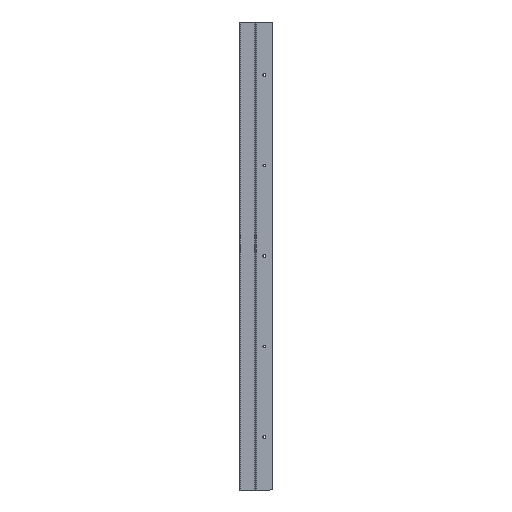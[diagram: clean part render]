
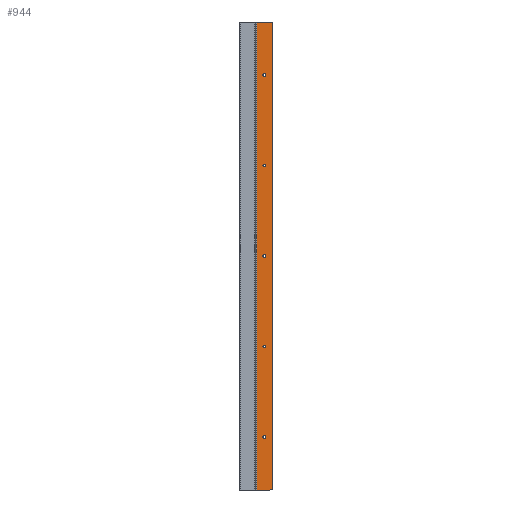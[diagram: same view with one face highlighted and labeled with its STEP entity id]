
A CAD part, front view. The second image highlights one B-rep face of the part: STEP entity #944.
In plain terms, the highlighted planar face has unit normal (0, -1, 0).
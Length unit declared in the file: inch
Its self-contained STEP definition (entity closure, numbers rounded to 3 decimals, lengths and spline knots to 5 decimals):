
#1 = VERTEX_POINT ( 'NONE', #279 ) ;
#3 = CARTESIAN_POINT ( 'NONE',  ( 0.75, -0.548, 0. ) ) ;
#13 = EDGE_LOOP ( 'NONE', ( #65 ) ) ;
#39 = CARTESIAN_POINT ( 'NONE',  ( 0.75, -0.548, -8.125 ) ) ;
#45 = EDGE_LOOP ( 'NONE', ( #397 ) ) ;
#65 = ORIENTED_EDGE ( 'NONE', *, *, #925, .F. ) ;
#73 = ORIENTED_EDGE ( 'NONE', *, *, #384, .F. ) ;
#101 = AXIS2_PLACEMENT_3D ( 'NONE', #3, #733, #139 ) ;
#111 = LINE ( 'NONE', #620, #950 ) ;
#122 = CARTESIAN_POINT ( 'NONE',  ( 0.047, -0.548, -21. ) ) ;
#126 = LINE ( 'NONE', #771, #803 ) ;
#128 = CARTESIAN_POINT ( 'NONE',  ( 0.047, -0.548, 21. ) ) ;
#129 = DIRECTION ( 'NONE',  ( 0., 1., 0. ) ) ;
#135 = CIRCLE ( 'NONE', #298, 0.125 ) ;
#139 = DIRECTION ( 'NONE',  ( 0., 0., 1. ) ) ;
#145 = DIRECTION ( 'NONE',  ( 0., -1., 0. ) ) ;
#180 = AXIS2_PLACEMENT_3D ( 'NONE', #811, #514, #374 ) ;
#197 = EDGE_LOOP ( 'NONE', ( #825, #288, #945, #73, #884, #610 ) ) ;
#201 = EDGE_CURVE ( 'NONE', #589, #750, #831, .T. ) ;
#202 = FACE_BOUND ( 'NONE', #45, .T. ) ;
#215 = LINE ( 'NONE', #722, #895 ) ;
#216 = FACE_BOUND ( 'NONE', #671, .T. ) ;
#254 = CARTESIAN_POINT ( 'NONE',  ( 1.25, -0.548, -20.75 ) ) ;
#268 = AXIS2_PLACEMENT_3D ( 'NONE', #39, #865, #768 ) ;
#279 = CARTESIAN_POINT ( 'NONE',  ( 0.75, -0.548, 16.375 ) ) ;
#280 = EDGE_LOOP ( 'NONE', ( #394 ) ) ;
#288 = ORIENTED_EDGE ( 'NONE', *, *, #404, .F. ) ;
#298 = AXIS2_PLACEMENT_3D ( 'NONE', #509, #145, #804 ) ;
#314 = AXIS2_PLACEMENT_3D ( 'NONE', #254, #330, #557 ) ;
#330 = DIRECTION ( 'NONE',  ( 0., 1., 0. ) ) ;
#331 = CIRCLE ( 'NONE', #180, 0.125 ) ;
#348 = VERTEX_POINT ( 'NONE', #128 ) ;
#357 = CARTESIAN_POINT ( 'NONE',  ( 0.75, -0.548, -8. ) ) ;
#362 = CARTESIAN_POINT ( 'NONE',  ( 0.75, -0.548, -16.125 ) ) ;
#374 = DIRECTION ( 'NONE',  ( 0., 0., 1. ) ) ;
#378 = ORIENTED_EDGE ( 'NONE', *, *, #786, .F. ) ;
#382 = CARTESIAN_POINT ( 'NONE',  ( 1.25, -0.548, 21. ) ) ;
#384 = EDGE_CURVE ( 'NONE', #750, #561, #111, .T. ) ;
#394 = ORIENTED_EDGE ( 'NONE', *, *, #450, .F. ) ;
#397 = ORIENTED_EDGE ( 'NONE', *, *, #521, .F. ) ;
#404 = EDGE_CURVE ( 'NONE', #524, #754, #626, .T. ) ;
#427 = CARTESIAN_POINT ( 'NONE',  ( 0.75, -0.548, 0.125 ) ) ;
#432 = FACE_OUTER_BOUND ( 'NONE', #197, .T. ) ;
#435 = CARTESIAN_POINT ( 'NONE',  ( 1.25, -0.548, -21. ) ) ;
#436 = CARTESIAN_POINT ( 'NONE',  ( 1.5, -0.548, -21. ) ) ;
#443 = VERTEX_POINT ( 'NONE', #714 ) ;
#444 = DIRECTION ( 'NONE',  ( 1., 0., 0. ) ) ;
#450 = EDGE_CURVE ( 'NONE', #946, #946, #815, .T. ) ;
#466 = EDGE_CURVE ( 'NONE', #348, #589, #215, .T. ) ;
#508 = FACE_BOUND ( 'NONE', #659, .T. ) ;
#509 = CARTESIAN_POINT ( 'NONE',  ( 0.75, -0.548, 16.25 ) ) ;
#511 = FACE_BOUND ( 'NONE', #13, .T. ) ;
#514 = DIRECTION ( 'NONE',  ( 0., -1., 0. ) ) ;
#521 = EDGE_CURVE ( 'NONE', #443, #443, #331, .T. ) ;
#522 = ORIENTED_EDGE ( 'NONE', *, *, #569, .F. ) ;
#524 = VERTEX_POINT ( 'NONE', #435 ) ;
#557 = DIRECTION ( 'NONE',  ( 0., 0., 1. ) ) ;
#561 = VERTEX_POINT ( 'NONE', #883 ) ;
#562 = CARTESIAN_POINT ( 'NONE',  ( 1.5, -0.548, -21. ) ) ;
#569 = EDGE_CURVE ( 'NONE', #1, #1, #135, .T. ) ;
#571 = PLANE ( 'NONE',  #953 ) ;
#578 = AXIS2_PLACEMENT_3D ( 'NONE', #644, #725, #951 ) ;
#589 = VERTEX_POINT ( 'NONE', #382 ) ;
#591 = DIRECTION ( 'NONE',  ( 0., 0., 1. ) ) ;
#601 = CIRCLE ( 'NONE', #314, 0.25 ) ;
#610 = ORIENTED_EDGE ( 'NONE', *, *, #466, .F. ) ;
#620 = CARTESIAN_POINT ( 'NONE',  ( 1.5, -0.548, -21. ) ) ;
#626 = LINE ( 'NONE', #562, #763 ) ;
#631 = DIRECTION ( 'NONE',  ( 0., 0., -1. ) ) ;
#644 = CARTESIAN_POINT ( 'NONE',  ( 0.75, -0.548, -16.25 ) ) ;
#648 = AXIS2_PLACEMENT_3D ( 'NONE', #759, #677, #591 ) ;
#653 = CIRCLE ( 'NONE', #578, 0.125 ) ;
#659 = EDGE_LOOP ( 'NONE', ( #522 ) ) ;
#671 = EDGE_LOOP ( 'NONE', ( #378 ) ) ;
#677 = DIRECTION ( 'NONE',  ( 0., 1., 0. ) ) ;
#714 = CARTESIAN_POINT ( 'NONE',  ( 0.75, -0.548, 8.25 ) ) ;
#722 = CARTESIAN_POINT ( 'NONE',  ( 1.5, -0.548, 21. ) ) ;
#725 = DIRECTION ( 'NONE',  ( 0., -1., 0. ) ) ;
#733 = DIRECTION ( 'NONE',  ( 0., -1., 0. ) ) ;
#750 = VERTEX_POINT ( 'NONE', #930 ) ;
#754 = VERTEX_POINT ( 'NONE', #122 ) ;
#759 = CARTESIAN_POINT ( 'NONE',  ( 1.25, -0.548, 20.75 ) ) ;
#763 = VECTOR ( 'NONE', #867, 39.37008 ) ;
#767 = EDGE_CURVE ( 'NONE', #754, #348, #126, .T. ) ;
#768 = DIRECTION ( 'NONE',  ( 0., 0., 1. ) ) ;
#771 = CARTESIAN_POINT ( 'NONE',  ( 0.047, -0.548, -21. ) ) ;
#786 = EDGE_CURVE ( 'NONE', #800, #800, #934, .T. ) ;
#791 = FACE_BOUND ( 'NONE', #280, .T. ) ;
#800 = VERTEX_POINT ( 'NONE', #357 ) ;
#803 = VECTOR ( 'NONE', #935, 39.37008 ) ;
#804 = DIRECTION ( 'NONE',  ( 0., 0., 1. ) ) ;
#806 = VERTEX_POINT ( 'NONE', #362 ) ;
#811 = CARTESIAN_POINT ( 'NONE',  ( 0.75, -0.548, 8.125 ) ) ;
#815 = CIRCLE ( 'NONE', #101, 0.125 ) ;
#816 = DIRECTION ( 'NONE',  ( 0., 0., 1. ) ) ;
#825 = ORIENTED_EDGE ( 'NONE', *, *, #767, .F. ) ;
#831 = CIRCLE ( 'NONE', #648, 0.25 ) ;
#865 = DIRECTION ( 'NONE',  ( 0., -1., 0. ) ) ;
#867 = DIRECTION ( 'NONE',  ( -1., 0., 0. ) ) ;
#868 = EDGE_CURVE ( 'NONE', #561, #524, #601, .T. ) ;
#883 = CARTESIAN_POINT ( 'NONE',  ( 1.5, -0.548, -20.75 ) ) ;
#884 = ORIENTED_EDGE ( 'NONE', *, *, #201, .F. ) ;
#895 = VECTOR ( 'NONE', #444, 39.37008 ) ;
#925 = EDGE_CURVE ( 'NONE', #806, #806, #653, .T. ) ;
#930 = CARTESIAN_POINT ( 'NONE',  ( 1.5, -0.548, 20.75 ) ) ;
#934 = CIRCLE ( 'NONE', #268, 0.125 ) ;
#935 = DIRECTION ( 'NONE',  ( 0., 0., 1. ) ) ;
#944 = ADVANCED_FACE ( 'NONE', ( #508, #202, #791, #216, #511, #432 ), #571, .F. ) ;
#945 = ORIENTED_EDGE ( 'NONE', *, *, #868, .F. ) ;
#946 = VERTEX_POINT ( 'NONE', #427 ) ;
#950 = VECTOR ( 'NONE', #631, 39.37008 ) ;
#951 = DIRECTION ( 'NONE',  ( 0., 0., 1. ) ) ;
#953 = AXIS2_PLACEMENT_3D ( 'NONE', #436, #129, #816 ) ;
